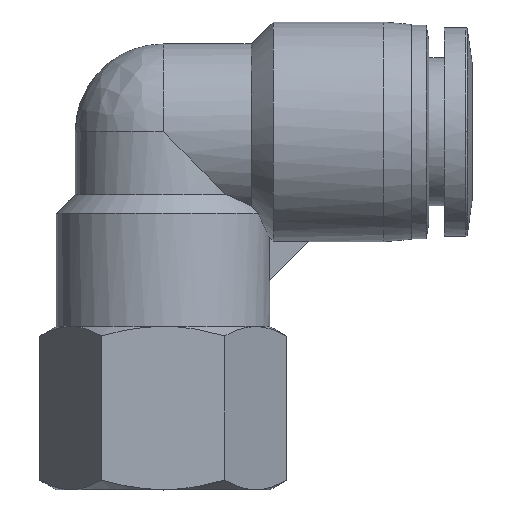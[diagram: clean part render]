
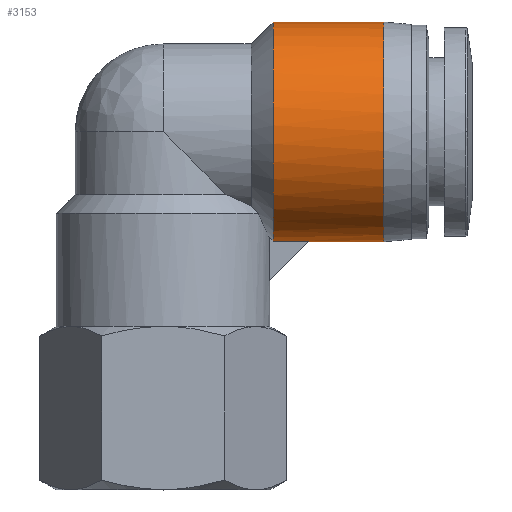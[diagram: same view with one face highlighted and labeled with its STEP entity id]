
A CAD part, top view. The second image highlights one B-rep face of the part: STEP entity #3153.
In plain terms, the highlighted cylindrical face has radius 8.75 mm (diameter 17.5 mm), a partial arc.
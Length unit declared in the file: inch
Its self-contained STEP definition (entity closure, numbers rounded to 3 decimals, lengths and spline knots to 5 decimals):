
#125 = CARTESIAN_POINT ( 'NONE',  ( 0.69094, 0.61024, 0. ) ) ;
#435 = ORIENTED_EDGE ( 'NONE', *, *, #2013, .F. ) ;
#493 = DIRECTION ( 'NONE',  ( 0., 1., 0. ) ) ;
#584 = VERTEX_POINT ( 'NONE', #2830 ) ;
#632 = AXIS2_PLACEMENT_3D ( 'NONE', #125, #2750, #493 ) ;
#738 = EDGE_CURVE ( 'NONE', #3224, #584, #4091, .T. ) ;
#887 = CARTESIAN_POINT ( 'NONE',  ( 0.34449, 0.95472, 0. ) ) ;
#1003 = EDGE_CURVE ( 'NONE', #584, #2297, #2753, .T. ) ;
#1098 = AXIS2_PLACEMENT_3D ( 'NONE', #4419, #4405, #2664 ) ;
#1252 = VECTOR ( 'NONE', #4564, 39.37008 ) ;
#1309 = B_SPLINE_CURVE_WITH_KNOTS ( 'NONE', 3,
 ( #1472, #2567, #1865, #4297 ),
 .UNSPECIFIED., .F., .F.,
 ( 4, 4 ),
 ( 0.5, 1. ),
 .UNSPECIFIED. ) ;
#1472 = CARTESIAN_POINT ( 'NONE',  ( 0.45275, 0.26574, 0. ) ) ;
#1496 = EDGE_CURVE ( 'NONE', #2297, #3177, #3602, .T. ) ;
#1673 = ORIENTED_EDGE ( 'NONE', *, *, #1003, .F. ) ;
#1709 = ORIENTED_EDGE ( 'NONE', *, *, #1769, .T. ) ;
#1717 = VECTOR ( 'NONE', #3517, 39.37008 ) ;
#1769 = EDGE_CURVE ( 'NONE', #3119, #3985, #1839, .T. ) ;
#1839 = LINE ( 'NONE', #4641, #4492 ) ;
#1865 = CARTESIAN_POINT ( 'NONE',  ( 0.4535, 0.2665, 0.02625 ) ) ;
#1884 = CARTESIAN_POINT ( 'NONE',  ( 0.51772, 0.61024, 0. ) ) ;
#2013 = EDGE_CURVE ( 'NONE', #3119, #3224, #1309, .T. ) ;
#2075 = ORIENTED_EDGE ( 'NONE', *, *, #1496, .F. ) ;
#2269 = EDGE_CURVE ( 'NONE', #3177, #3985, #2574, .T. ) ;
#2280 = DIRECTION ( 'NONE',  ( 0., 1., 0. ) ) ;
#2297 = VERTEX_POINT ( 'NONE', #887 ) ;
#2451 = FACE_OUTER_BOUND ( 'NONE', #3968, .T. ) ;
#2480 = CARTESIAN_POINT ( 'NONE',  ( 0.69094, 0.26575, 0. ) ) ;
#2567 = CARTESIAN_POINT ( 'NONE',  ( 0.45275, 0.26574, 0.01312 ) ) ;
#2574 = CIRCLE ( 'NONE', #632, 0.34449 ) ;
#2616 = DIRECTION ( 'NONE',  ( 1., 0., 0. ) ) ;
#2664 = DIRECTION ( 'NONE',  ( 0., 1., 0. ) ) ;
#2750 = DIRECTION ( 'NONE',  ( 1., 0., 0. ) ) ;
#2753 = CIRCLE ( 'NONE', #1098, 0.34449 ) ;
#2825 = CARTESIAN_POINT ( 'NONE',  ( 0.51772, 0.95472, 0. ) ) ;
#2830 = CARTESIAN_POINT ( 'NONE',  ( 0.34449, 0.26801, 0.03937 ) ) ;
#2831 = CYLINDRICAL_SURFACE ( 'NONE', #3220, 0.34449 ) ;
#3043 = CARTESIAN_POINT ( 'NONE',  ( 0.45501, 0.26801, 0.03937 ) ) ;
#3119 = VERTEX_POINT ( 'NONE', #3964 ) ;
#3153 = ADVANCED_FACE ( 'NONE', ( #2451 ), #2831, .T. ) ;
#3177 = VERTEX_POINT ( 'NONE', #4044 ) ;
#3220 = AXIS2_PLACEMENT_3D ( 'NONE', #1884, #4636, #2280 ) ;
#3224 = VERTEX_POINT ( 'NONE', #3043 ) ;
#3517 = DIRECTION ( 'NONE',  ( 1., 0., 0. ) ) ;
#3602 = LINE ( 'NONE', #2825, #1717 ) ;
#3964 = CARTESIAN_POINT ( 'NONE',  ( 0.45275, 0.26574, 0. ) ) ;
#3968 = EDGE_LOOP ( 'NONE', ( #435, #1709, #4082, #2075, #1673, #4382 ) ) ;
#3985 = VERTEX_POINT ( 'NONE', #2480 ) ;
#4044 = CARTESIAN_POINT ( 'NONE',  ( 0.69094, 0.95472, 0. ) ) ;
#4082 = ORIENTED_EDGE ( 'NONE', *, *, #2269, .F. ) ;
#4091 = LINE ( 'NONE', #4523, #1252 ) ;
#4297 = CARTESIAN_POINT ( 'NONE',  ( 0.45501, 0.26801, 0.03937 ) ) ;
#4382 = ORIENTED_EDGE ( 'NONE', *, *, #738, .F. ) ;
#4405 = DIRECTION ( 'NONE',  ( -1., 0., 0. ) ) ;
#4419 = CARTESIAN_POINT ( 'NONE',  ( 0.34449, 0.61024, 0. ) ) ;
#4492 = VECTOR ( 'NONE', #2616, 39.37008 ) ;
#4523 = CARTESIAN_POINT ( 'NONE',  ( 0.37506, 0.26801, 0.03937 ) ) ;
#4564 = DIRECTION ( 'NONE',  ( -1., 0., 0. ) ) ;
#4636 = DIRECTION ( 'NONE',  ( 1., 0., 0. ) ) ;
#4641 = CARTESIAN_POINT ( 'NONE',  ( 0.51772, 0.26575, 0. ) ) ;
